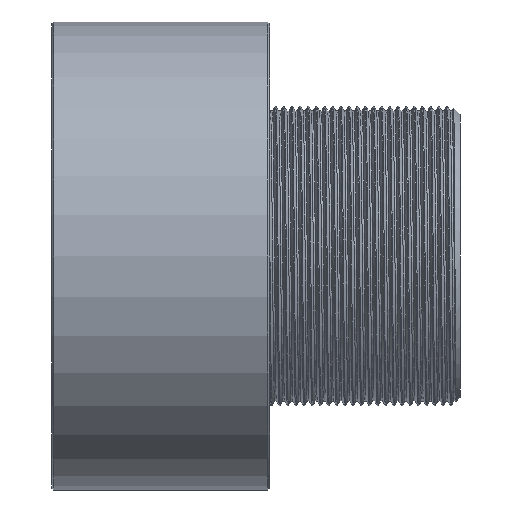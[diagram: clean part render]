
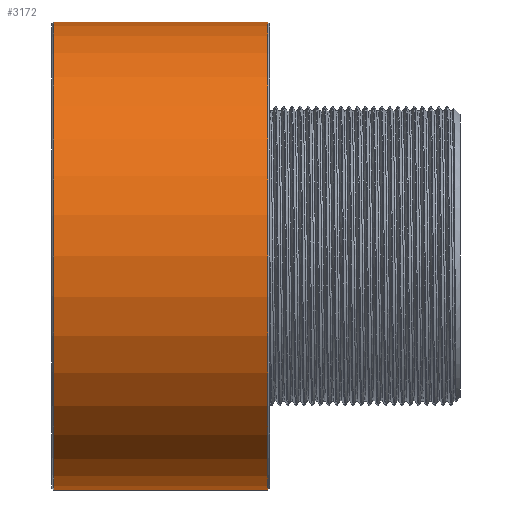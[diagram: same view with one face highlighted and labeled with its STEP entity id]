
A CAD part, front view. The second image highlights one B-rep face of the part: STEP entity #3172.
In plain terms, the highlighted cylindrical face has radius 43 mm (diameter 86 mm), a partial arc.
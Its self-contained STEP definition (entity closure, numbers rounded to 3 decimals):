
#1265 = ORIENTED_EDGE ( 'NONE', *, *, #14192, .T. ) ;
#2643 = VERTEX_POINT ( 'NONE', #4420 ) ;
#3172 = ADVANCED_FACE ( 'NONE', ( #3990 ), #12536, .T. ) ;
#3587 = CARTESIAN_POINT ( 'NONE',  ( -31.707, 0., 0. ) ) ;
#3841 = CARTESIAN_POINT ( 'NONE',  ( 39.7, 0., -43. ) ) ;
#3990 = FACE_OUTER_BOUND ( 'NONE', #12948, .T. ) ;
#4116 = AXIS2_PLACEMENT_3D ( 'NONE', #6456, #13485, #6701 ) ;
#4420 = CARTESIAN_POINT ( 'NONE',  ( 0.3, 0., 43. ) ) ;
#4937 = ORIENTED_EDGE ( 'NONE', *, *, #7379, .T. ) ;
#5854 = CARTESIAN_POINT ( 'NONE',  ( -31.707, 0., -43. ) ) ;
#5919 = VERTEX_POINT ( 'NONE', #3841 ) ;
#5992 = ORIENTED_EDGE ( 'NONE', *, *, #9521, .T. ) ;
#6456 = CARTESIAN_POINT ( 'NONE',  ( 39.7, 0., 0. ) ) ;
#6701 = DIRECTION ( 'NONE',  ( 0., 0., 1. ) ) ;
#7379 = EDGE_CURVE ( 'NONE', #14283, #2643, #8670, .T. ) ;
#7923 = CARTESIAN_POINT ( 'NONE',  ( -31.707, 0., 43. ) ) ;
#8086 = LINE ( 'NONE', #5854, #8889 ) ;
#8670 = LINE ( 'NONE', #7923, #12163 ) ;
#8889 = VECTOR ( 'NONE', #9320, 1000. ) ;
#8905 = VERTEX_POINT ( 'NONE', #11345 ) ;
#9320 = DIRECTION ( 'NONE',  ( -1., 0., 0. ) ) ;
#9411 = DIRECTION ( 'NONE',  ( 1., 0., 0. ) ) ;
#9521 = EDGE_CURVE ( 'NONE', #5919, #14283, #9823, .T. ) ;
#9666 = CARTESIAN_POINT ( 'NONE',  ( 0.3, 0., 0. ) ) ;
#9823 = CIRCLE ( 'NONE', #4116, 43. ) ;
#11345 = CARTESIAN_POINT ( 'NONE',  ( 0.3, 0., -43. ) ) ;
#11394 = AXIS2_PLACEMENT_3D ( 'NONE', #9666, #9411, #15478 ) ;
#12163 = VECTOR ( 'NONE', #14985, 1000. ) ;
#12212 = AXIS2_PLACEMENT_3D ( 'NONE', #3587, #14310, #14563 ) ;
#12234 = EDGE_CURVE ( 'NONE', #5919, #8905, #8086, .T. ) ;
#12536 = CYLINDRICAL_SURFACE ( 'NONE', #12212, 43. ) ;
#12948 = EDGE_LOOP ( 'NONE', ( #13385, #5992, #4937, #1265 ) ) ;
#13385 = ORIENTED_EDGE ( 'NONE', *, *, #12234, .F. ) ;
#13485 = DIRECTION ( 'NONE',  ( -1., 0., 0. ) ) ;
#14192 = EDGE_CURVE ( 'NONE', #2643, #8905, #15368, .T. ) ;
#14283 = VERTEX_POINT ( 'NONE', #15298 ) ;
#14310 = DIRECTION ( 'NONE',  ( -1., 0., 0. ) ) ;
#14563 = DIRECTION ( 'NONE',  ( 0., 0., 1. ) ) ;
#14985 = DIRECTION ( 'NONE',  ( -1., 0., 0. ) ) ;
#15298 = CARTESIAN_POINT ( 'NONE',  ( 39.7, 0., 43. ) ) ;
#15368 = CIRCLE ( 'NONE', #11394, 43. ) ;
#15478 = DIRECTION ( 'NONE',  ( 0., 0., -1. ) ) ;
